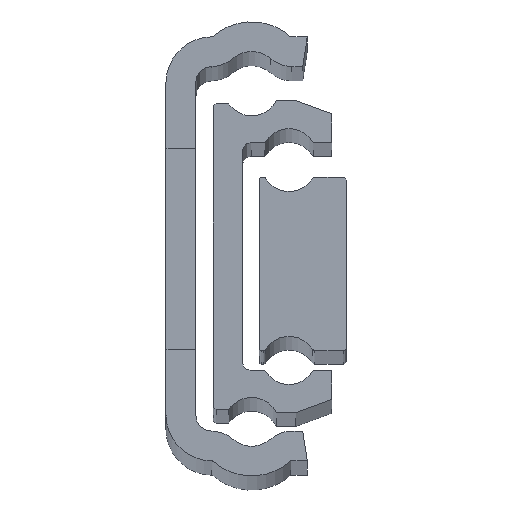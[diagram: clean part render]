
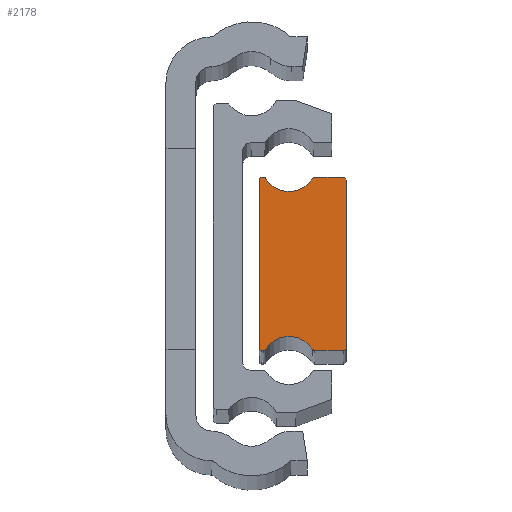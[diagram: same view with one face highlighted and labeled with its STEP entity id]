
A CAD part, top view. The second image highlights one B-rep face of the part: STEP entity #2178.
In plain terms, the highlighted face is planar.
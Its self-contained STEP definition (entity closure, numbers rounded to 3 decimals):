
#17 = EDGE_CURVE ( 'NONE', #2797, #2038, #3098, .T. ) ;
#34 = EDGE_CURVE ( 'NONE', #2710, #2684, #3127, .T. ) ;
#42 = EDGE_CURVE ( 'NONE', #2071, #2659, #3133, .T. ) ;
#49 = EDGE_CURVE ( 'NONE', #2054, #2055, #3143, .T. ) ;
#56 = EDGE_CURVE ( 'NONE', #2055, #2071, #3160, .T. ) ;
#63 = EDGE_CURVE ( 'NONE', #2659, #2089, #3171, .T. ) ;
#65 = EDGE_CURVE ( 'NONE', #2038, #2621, #3174, .T. ) ;
#67 = EDGE_CURVE ( 'NONE', #2621, #2037, #3177, .T. ) ;
#70 = EDGE_CURVE ( 'NONE', #2040, #2025, #3180, .T. ) ;
#72 = EDGE_CURVE ( 'NONE', #2684, #2669, #3181, .T. ) ;
#86 = EDGE_CURVE ( 'NONE', #2061, #2054, #3205, .T. ) ;
#95 = EDGE_CURVE ( 'NONE', #2037, #2061, #3184, .T. ) ;
#100 = EDGE_CURVE ( 'NONE', #2025, #2710, #3227, .T. ) ;
#120 = EDGE_CURVE ( 'NONE', #2083, #2797, #3260, .T. ) ;
#121 = EDGE_CURVE ( 'NONE', #2089, #2040, #3264, .T. ) ;
#126 = EDGE_CURVE ( 'NONE', #2669, #2083, #3271, .T. ) ;
#265 = AXIS2_PLACEMENT_3D ( 'NONE', #2759, #2751, #2750 ) ;
#269 = AXIS2_PLACEMENT_3D ( 'NONE', #1990, #1993, #1986 ) ;
#281 = AXIS2_PLACEMENT_3D ( 'NONE', #325, #326, #327 ) ;
#285 = AXIS2_PLACEMENT_3D ( 'NONE', #336, #343, #344 ) ;
#286 = AXIS2_PLACEMENT_3D ( 'NONE', #333, #348, #349 ) ;
#287 = AXIS2_PLACEMENT_3D ( 'NONE', #347, #353, #354 ) ;
#289 = AXIS2_PLACEMENT_3D ( 'NONE', #352, #361, #362 ) ;
#310 = DIRECTION ( 'NONE',  ( 0., 1., 0. ) ) ;
#325 = CARTESIAN_POINT ( 'NONE',  ( 19.45, 9.2, 0. ) ) ;
#326 = DIRECTION ( 'NONE',  ( 0., 0., 1. ) ) ;
#327 = DIRECTION ( 'NONE',  ( 1., 0., 0. ) ) ;
#333 = CARTESIAN_POINT ( 'NONE',  ( 13.5, -10.99, 0. ) ) ;
#336 = CARTESIAN_POINT ( 'NONE',  ( 16.32, 9.2, 0. ) ) ;
#343 = DIRECTION ( 'NONE',  ( 0., 0., 1. ) ) ;
#344 = DIRECTION ( 'NONE',  ( 1., 0., 0. ) ) ;
#347 = CARTESIAN_POINT ( 'NONE',  ( 16.32, -9.2, 0. ) ) ;
#348 = DIRECTION ( 'NONE',  ( 0., 0., -1. ) ) ;
#349 = DIRECTION ( 'NONE',  ( 1., 0., 0. ) ) ;
#352 = CARTESIAN_POINT ( 'NONE',  ( 10.68, 9.2, 0. ) ) ;
#353 = DIRECTION ( 'NONE',  ( 0., 0., 1. ) ) ;
#354 = DIRECTION ( 'NONE',  ( 1., 0., 0. ) ) ;
#360 = CARTESIAN_POINT ( 'NONE',  ( 10.25, 9.3, 0. ) ) ;
#361 = DIRECTION ( 'NONE',  ( 0., 0., 1. ) ) ;
#362 = DIRECTION ( 'NONE',  ( 1., 0., 0. ) ) ;
#367 = DIRECTION ( 'NONE',  ( 0., -1., 0. ) ) ;
#390 = CARTESIAN_POINT ( 'NONE',  ( 19.45, -9.2, 0. ) ) ;
#400 = DIRECTION ( 'NONE',  ( 0., 0., 1. ) ) ;
#401 = DIRECTION ( 'NONE',  ( 1., 0., 0. ) ) ;
#421 = CARTESIAN_POINT ( 'NONE',  ( 16.32, -9.5, 0. ) ) ;
#422 = DIRECTION ( 'NONE',  ( 1., 0., 0. ) ) ;
#433 = CARTESIAN_POINT ( 'NONE',  ( 10.68, 9.5, 0. ) ) ;
#434 = DIRECTION ( 'NONE',  ( -1., 0., 0. ) ) ;
#472 = CARTESIAN_POINT ( 'NONE',  ( 13.5, 10.99, 0. ) ) ;
#480 = CARTESIAN_POINT ( 'NONE',  ( 10.45, -9.5, 0. ) ) ;
#481 = DIRECTION ( 'NONE',  ( 1., 0., 0. ) ) ;
#483 = DIRECTION ( 'NONE',  ( 0., 0., -1. ) ) ;
#484 = DIRECTION ( 'NONE',  ( 1., 0., 0. ) ) ;
#494 = CARTESIAN_POINT ( 'NONE',  ( 10.45, -9.3, 0. ) ) ;
#496 = DIRECTION ( 'NONE',  ( 0., 0., 1. ) ) ;
#497 = DIRECTION ( 'NONE',  ( 1., 0., 0. ) ) ;
#868 = CARTESIAN_POINT ( 'NONE',  ( 10.68, 9.5, 0. ) ) ;
#880 = CARTESIAN_POINT ( 'NONE',  ( 16.32, -9.5, 0. ) ) ;
#881 = CARTESIAN_POINT ( 'NONE',  ( 10.933, -9.361, 0. ) ) ;
#883 = CARTESIAN_POINT ( 'NONE',  ( 10.933, 9.361, 0. ) ) ;
#897 = CARTESIAN_POINT ( 'NONE',  ( 19.75, -9.2, 0. ) ) ;
#898 = CARTESIAN_POINT ( 'NONE',  ( 19.75, 9.2, 0. ) ) ;
#904 = CARTESIAN_POINT ( 'NONE',  ( 19.45, -9.5, 0. ) ) ;
#1170 = FACE_OUTER_BOUND ( 'NONE', #2805, .T. ) ;
#1232 = CARTESIAN_POINT ( 'NONE',  ( 19.45, 9.5, 0. ) ) ;
#1244 = CARTESIAN_POINT ( 'NONE',  ( 10.45, -9.5, 0. ) ) ;
#1250 = CARTESIAN_POINT ( 'NONE',  ( 16.067, 9.361, 0. ) ) ;
#1536 = PLANE ( 'NONE',  #2581 ) ;
#1539 = CARTESIAN_POINT ( 'NONE',  ( 19.45, 9.2, 0. ) ) ;
#1548 = DIRECTION ( 'NONE',  ( 0., 0., 1. ) ) ;
#1549 = DIRECTION ( 'NONE',  ( 1., 0., 0. ) ) ;
#1588 = CARTESIAN_POINT ( 'NONE',  ( 16.067, -9.361, 0. ) ) ;
#1618 = CARTESIAN_POINT ( 'NONE',  ( 16.32, 9.5, 0. ) ) ;
#1628 = CARTESIAN_POINT ( 'NONE',  ( 10.25, -9.3, 0. ) ) ;
#1643 = CARTESIAN_POINT ( 'NONE',  ( 10.25, 9.3, 0. ) ) ;
#1669 = CARTESIAN_POINT ( 'NONE',  ( 10.45, 9.5, 0. ) ) ;
#1686 = CARTESIAN_POINT ( 'NONE',  ( 10.68, -9.5, 0. ) ) ;
#1812 = ORIENTED_EDGE ( 'NONE', *, *, #120, .F. ) ;
#1818 = ORIENTED_EDGE ( 'NONE', *, *, #65, .F. ) ;
#1819 = ORIENTED_EDGE ( 'NONE', *, *, #100, .F. ) ;
#1821 = ORIENTED_EDGE ( 'NONE', *, *, #126, .F. ) ;
#1850 = ORIENTED_EDGE ( 'NONE', *, *, #67, .F. ) ;
#1854 = ORIENTED_EDGE ( 'NONE', *, *, #17, .F. ) ;
#1857 = ORIENTED_EDGE ( 'NONE', *, *, #34, .F. ) ;
#1858 = ORIENTED_EDGE ( 'NONE', *, *, #72, .F. ) ;
#1859 = ORIENTED_EDGE ( 'NONE', *, *, #63, .F. ) ;
#1860 = ORIENTED_EDGE ( 'NONE', *, *, #121, .F. ) ;
#1861 = ORIENTED_EDGE ( 'NONE', *, *, #70, .F. ) ;
#1917 = ORIENTED_EDGE ( 'NONE', *, *, #56, .F. ) ;
#1921 = ORIENTED_EDGE ( 'NONE', *, *, #42, .F. ) ;
#1939 = ORIENTED_EDGE ( 'NONE', *, *, #49, .F. ) ;
#1946 = ORIENTED_EDGE ( 'NONE', *, *, #86, .F. ) ;
#1959 = ORIENTED_EDGE ( 'NONE', *, *, #95, .F. ) ;
#1986 = DIRECTION ( 'NONE',  ( 1., 0., 0. ) ) ;
#1990 = CARTESIAN_POINT ( 'NONE',  ( 10.45, 9.3, 0. ) ) ;
#1993 = DIRECTION ( 'NONE',  ( 0., 0., 1. ) ) ;
#2025 = VERTEX_POINT ( 'NONE', #868 ) ;
#2037 = VERTEX_POINT ( 'NONE', #880 ) ;
#2038 = VERTEX_POINT ( 'NONE', #881 ) ;
#2040 = VERTEX_POINT ( 'NONE', #883 ) ;
#2054 = VERTEX_POINT ( 'NONE', #897 ) ;
#2055 = VERTEX_POINT ( 'NONE', #898 ) ;
#2061 = VERTEX_POINT ( 'NONE', #904 ) ;
#2071 = VERTEX_POINT ( 'NONE', #1232 ) ;
#2083 = VERTEX_POINT ( 'NONE', #1244 ) ;
#2089 = VERTEX_POINT ( 'NONE', #1250 ) ;
#2178 = ADVANCED_FACE ( 'NONE', ( #1170 ), #1536, .F. ) ;
#2391 = CARTESIAN_POINT ( 'NONE',  ( 19.45, 9.5, 0. ) ) ;
#2392 = DIRECTION ( 'NONE',  ( -1., 0., 0. ) ) ;
#2394 = CARTESIAN_POINT ( 'NONE',  ( 19.75, -9.2, 0. ) ) ;
#2400 = AXIS2_PLACEMENT_3D ( 'NONE', #390, #400, #401 ) ;
#2412 = AXIS2_PLACEMENT_3D ( 'NONE', #494, #496, #497 ) ;
#2413 = AXIS2_PLACEMENT_3D ( 'NONE', #472, #483, #484 ) ;
#2581 = AXIS2_PLACEMENT_3D ( 'NONE', #1539, #1548, #1549 ) ;
#2621 = VERTEX_POINT ( 'NONE', #1588 ) ;
#2659 = VERTEX_POINT ( 'NONE', #1618 ) ;
#2669 = VERTEX_POINT ( 'NONE', #1628 ) ;
#2684 = VERTEX_POINT ( 'NONE', #1643 ) ;
#2710 = VERTEX_POINT ( 'NONE', #1669 ) ;
#2750 = DIRECTION ( 'NONE',  ( 1., 0., 0. ) ) ;
#2751 = DIRECTION ( 'NONE',  ( 0., 0., 1. ) ) ;
#2759 = CARTESIAN_POINT ( 'NONE',  ( 10.68, -9.2, 0. ) ) ;
#2797 = VERTEX_POINT ( 'NONE', #1686 ) ;
#2805 = EDGE_LOOP ( 'NONE', ( #1917, #1939, #1946, #1959, #1850, #1818, #1854, #1812, #1821, #1858, #1857, #1819, #1861, #1860, #1859, #1921 ) ) ;
#3098 = CIRCLE ( 'NONE', #265, 0.3 ) ;
#3125 = VECTOR ( 'NONE', #2392, 1000. ) ;
#3127 = CIRCLE ( 'NONE', #269, 0.2 ) ;
#3133 = LINE ( 'NONE', #2391, #3125 ) ;
#3143 = LINE ( 'NONE', #2394, #3147 ) ;
#3147 = VECTOR ( 'NONE', #310, 1000. ) ;
#3160 = CIRCLE ( 'NONE', #281, 0.3 ) ;
#3171 = CIRCLE ( 'NONE', #285, 0.3 ) ;
#3174 = CIRCLE ( 'NONE', #286, 3.04 ) ;
#3177 = CIRCLE ( 'NONE', #287, 0.3 ) ;
#3179 = VECTOR ( 'NONE', #367, 1000. ) ;
#3180 = CIRCLE ( 'NONE', #289, 0.3 ) ;
#3181 = LINE ( 'NONE', #360, #3179 ) ;
#3184 = LINE ( 'NONE', #421, #3198 ) ;
#3198 = VECTOR ( 'NONE', #422, 1000. ) ;
#3205 = CIRCLE ( 'NONE', #2400, 0.3 ) ;
#3227 = LINE ( 'NONE', #433, #3228 ) ;
#3228 = VECTOR ( 'NONE', #434, 1000. ) ;
#3260 = LINE ( 'NONE', #480, #3261 ) ;
#3261 = VECTOR ( 'NONE', #481, 1000. ) ;
#3264 = CIRCLE ( 'NONE', #2413, 3.04 ) ;
#3271 = CIRCLE ( 'NONE', #2412, 0.2 ) ;
